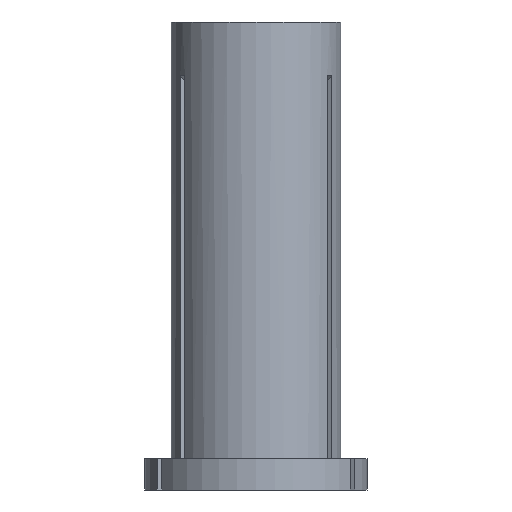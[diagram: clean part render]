
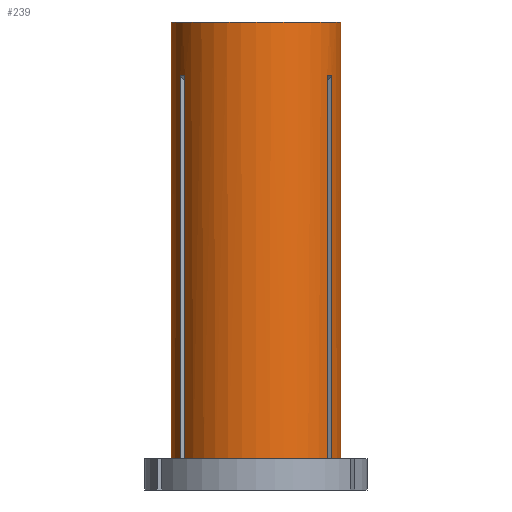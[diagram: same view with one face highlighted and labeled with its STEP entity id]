
A CAD part, front view. The second image highlights one B-rep face of the part: STEP entity #239.
In plain terms, the highlighted cylindrical face has radius 9.525 mm (diameter 19.05 mm), a partial arc.
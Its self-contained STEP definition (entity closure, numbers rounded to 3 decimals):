
#8 = EDGE_CURVE ( 'NONE', #1090, #702, #719, .T. ) ;
#9 = ORIENTED_EDGE ( 'NONE', *, *, #149, .T. ) ;
#21 = VECTOR ( 'NONE', #296, 1000. ) ;
#29 = VECTOR ( 'NONE', #469, 1000. ) ;
#34 = VERTEX_POINT ( 'NONE', #329 ) ;
#47 = LINE ( 'NONE', #558, #1012 ) ;
#76 = FACE_OUTER_BOUND ( 'NONE', #1133, .T. ) ;
#87 = CARTESIAN_POINT ( 'NONE',  ( -8.165, -4.909, -6. ) ) ;
#92 = CARTESIAN_POINT ( 'NONE',  ( -8.332, -4.619, -6. ) ) ;
#95 = ORIENTED_EDGE ( 'NONE', *, *, #666, .T. ) ;
#101 = CARTESIAN_POINT ( 'NONE',  ( 8.488, -4.323, 0. ) ) ;
#114 = VECTOR ( 'NONE', #138, 1000. ) ;
#124 = VERTEX_POINT ( 'NONE', #262 ) ;
#138 = DIRECTION ( 'NONE',  ( 0., 0., 1. ) ) ;
#149 = EDGE_CURVE ( 'NONE', #562, #1043, #858, .T. ) ;
#157 = CIRCLE ( 'NONE', #485, 9.525 ) ;
#158 = DIRECTION ( 'NONE',  ( 1., 0., 0. ) ) ;
#160 = DIRECTION ( 'NONE',  ( 0., 0., 1. ) ) ;
#167 = DIRECTION ( 'NONE',  ( 1., 0., 0. ) ) ;
#172 = EDGE_CURVE ( 'NONE', #124, #556, #688, .T. ) ;
#190 = CARTESIAN_POINT ( 'NONE',  ( 7.988, -5.189, 0. ) ) ;
#192 = CIRCLE ( 'NONE', #1219, 9.525 ) ;
#198 = CARTESIAN_POINT ( 'NONE',  ( -7.988, -5.189, -6.014 ) ) ;
#202 = CARTESIAN_POINT ( 'NONE',  ( 0., 0., 0. ) ) ;
#208 = DIRECTION ( 'NONE',  ( 0., 0., 1. ) ) ;
#226 = ORIENTED_EDGE ( 'NONE', *, *, #172, .F. ) ;
#235 = LINE ( 'NONE', #190, #29 ) ;
#239 = ADVANCED_FACE ( 'NONE', ( #76 ), #1071, .T. ) ;
#249 = CARTESIAN_POINT ( 'NONE',  ( 0., 0., -49. ) ) ;
#262 = CARTESIAN_POINT ( 'NONE',  ( 8.488, -4.323, -49. ) ) ;
#266 = CARTESIAN_POINT ( 'NONE',  ( 9.525, 0., 0. ) ) ;
#296 = DIRECTION ( 'NONE',  ( 0., 0., 1. ) ) ;
#300 = DIRECTION ( 'NONE',  ( 0., 0., 1. ) ) ;
#304 = ORIENTED_EDGE ( 'NONE', *, *, #325, .T. ) ;
#314 = EDGE_CURVE ( 'NONE', #330, #1086, #192, .T. ) ;
#325 = EDGE_CURVE ( 'NONE', #34, #1061, #157, .T. ) ;
#326 = CARTESIAN_POINT ( 'NONE',  ( 0., 0., 0. ) ) ;
#329 = CARTESIAN_POINT ( 'NONE',  ( -7.988, -5.189, -49. ) ) ;
#330 = VERTEX_POINT ( 'NONE', #836 ) ;
#345 = CARTESIAN_POINT ( 'NONE',  ( 0., 0., -49. ) ) ;
#376 = ORIENTED_EDGE ( 'NONE', *, *, #408, .T. ) ;
#408 = EDGE_CURVE ( 'NONE', #1061, #1145, #235, .T. ) ;
#422 = DIRECTION ( 'NONE',  ( 0., 0., 1. ) ) ;
#436 = CARTESIAN_POINT ( 'NONE',  ( -8.488, -4.323, -49. ) ) ;
#451 = CARTESIAN_POINT ( 'NONE',  ( 7.988, -5.189, -6.014 ) ) ;
#455 = ORIENTED_EDGE ( 'NONE', *, *, #946, .F. ) ;
#463 = CARTESIAN_POINT ( 'NONE',  ( -9.525, 0., 0. ) ) ;
#465 = VECTOR ( 'NONE', #300, 1000. ) ;
#469 = DIRECTION ( 'NONE',  ( 0., 0., 1. ) ) ;
#485 = AXIS2_PLACEMENT_3D ( 'NONE', #345, #629, #167 ) ;
#493 = CARTESIAN_POINT ( 'NONE',  ( 8.488, -4.323, -6.014 ) ) ;
#519 = VECTOR ( 'NONE', #658, 1000. ) ;
#522 = CARTESIAN_POINT ( 'NONE',  ( 8.412, -4.472, -6.005 ) ) ;
#534 = CARTESIAN_POINT ( 'NONE',  ( 8.488, -4.323, -6.014 ) ) ;
#555 = CARTESIAN_POINT ( 'NONE',  ( 0., 0., -49. ) ) ;
#556 = VERTEX_POINT ( 'NONE', #493 ) ;
#558 = CARTESIAN_POINT ( 'NONE',  ( -7.988, -5.189, 0. ) ) ;
#562 = VERTEX_POINT ( 'NONE', #669 ) ;
#621 = EDGE_CURVE ( 'NONE', #1145, #556, #949, .T. ) ;
#629 = DIRECTION ( 'NONE',  ( 0., 0., 1. ) ) ;
#649 = CARTESIAN_POINT ( 'NONE',  ( -9.525, 0., 0. ) ) ;
#658 = DIRECTION ( 'NONE',  ( 0., 0., 1. ) ) ;
#666 = EDGE_CURVE ( 'NONE', #124, #1090, #945, .T. ) ;
#669 = CARTESIAN_POINT ( 'NONE',  ( -8.488, -4.323, -6.014 ) ) ;
#681 = LINE ( 'NONE', #730, #114 ) ;
#684 = CIRCLE ( 'NONE', #1013, 9.525 ) ;
#688 = LINE ( 'NONE', #101, #21 ) ;
#702 = VERTEX_POINT ( 'NONE', #266 ) ;
#703 = DIRECTION ( 'NONE',  ( 1., 0., 0. ) ) ;
#712 = CARTESIAN_POINT ( 'NONE',  ( 7.988, -5.189, -6.014 ) ) ;
#719 = LINE ( 'NONE', #782, #465 ) ;
#730 = CARTESIAN_POINT ( 'NONE',  ( -8.488, -4.323, 0. ) ) ;
#733 = CARTESIAN_POINT ( 'NONE',  ( -7.988, -5.189, -6.014 ) ) ;
#744 = DIRECTION ( 'NONE',  ( 0., 0., 1. ) ) ;
#750 = VERTEX_POINT ( 'NONE', #649 ) ;
#757 = ORIENTED_EDGE ( 'NONE', *, *, #805, .F. ) ;
#758 = EDGE_CURVE ( 'NONE', #34, #1043, #47, .T. ) ;
#777 = LINE ( 'NONE', #463, #519 ) ;
#782 = CARTESIAN_POINT ( 'NONE',  ( 9.525, 0., 0. ) ) ;
#783 = ORIENTED_EDGE ( 'NONE', *, *, #8, .T. ) ;
#805 = EDGE_CURVE ( 'NONE', #330, #750, #777, .T. ) ;
#836 = CARTESIAN_POINT ( 'NONE',  ( -9.525, 0., -49. ) ) ;
#839 = DIRECTION ( 'NONE',  ( 0., 0., 1. ) ) ;
#858 = B_SPLINE_CURVE_WITH_KNOTS ( 'NONE', 3,
 ( #1228, #1055, #92, #87, #973, #198 ),
 .UNSPECIFIED., .F., .F.,
 ( 4, 2, 4 ),
 ( 0.066, 0.067, 0.067 ),
 .UNSPECIFIED. ) ;
#863 = ORIENTED_EDGE ( 'NONE', *, *, #314, .T. ) ;
#875 = DIRECTION ( 'NONE',  ( 1., 0., 0. ) ) ;
#876 = ORIENTED_EDGE ( 'NONE', *, *, #621, .T. ) ;
#916 = CARTESIAN_POINT ( 'NONE',  ( 7.988, -5.189, -49. ) ) ;
#945 = CIRCLE ( 'NONE', #1097, 9.525 ) ;
#946 = EDGE_CURVE ( 'NONE', #750, #702, #684, .T. ) ;
#949 = B_SPLINE_CURVE_WITH_KNOTS ( 'NONE', 3,
 ( #712, #1095, #1016, #522, #534 ),
 .UNSPECIFIED., .F., .F.,
 ( 4, 1, 4 ),
 ( 0.072, 0.072, 0.073 ),
 .UNSPECIFIED. ) ;
#973 = CARTESIAN_POINT ( 'NONE',  ( -8.078, -5.05, -6.005 ) ) ;
#1010 = ORIENTED_EDGE ( 'NONE', *, *, #758, .F. ) ;
#1012 = VECTOR ( 'NONE', #839, 1000. ) ;
#1013 = AXIS2_PLACEMENT_3D ( 'NONE', #202, #208, #875 ) ;
#1016 = CARTESIAN_POINT ( 'NONE',  ( 8.252, -4.765, -5.995 ) ) ;
#1022 = DIRECTION ( 'NONE',  ( 1., 0., 0. ) ) ;
#1043 = VERTEX_POINT ( 'NONE', #733 ) ;
#1052 = EDGE_CURVE ( 'NONE', #1086, #562, #681, .T. ) ;
#1055 = CARTESIAN_POINT ( 'NONE',  ( -8.412, -4.471, -6.005 ) ) ;
#1061 = VERTEX_POINT ( 'NONE', #916 ) ;
#1071 = CYLINDRICAL_SURFACE ( 'NONE', #1106, 9.525 ) ;
#1086 = VERTEX_POINT ( 'NONE', #436 ) ;
#1090 = VERTEX_POINT ( 'NONE', #1184 ) ;
#1095 = CARTESIAN_POINT ( 'NONE',  ( 8.078, -5.049, -6.005 ) ) ;
#1097 = AXIS2_PLACEMENT_3D ( 'NONE', #249, #160, #1022 ) ;
#1106 = AXIS2_PLACEMENT_3D ( 'NONE', #326, #422, #703 ) ;
#1133 = EDGE_LOOP ( 'NONE', ( #757, #863, #1174, #9, #1010, #304, #376, #876, #226, #95, #783, #455 ) ) ;
#1145 = VERTEX_POINT ( 'NONE', #451 ) ;
#1174 = ORIENTED_EDGE ( 'NONE', *, *, #1052, .T. ) ;
#1184 = CARTESIAN_POINT ( 'NONE',  ( 9.525, 0., -49. ) ) ;
#1219 = AXIS2_PLACEMENT_3D ( 'NONE', #555, #744, #158 ) ;
#1228 = CARTESIAN_POINT ( 'NONE',  ( -8.488, -4.323, -6.014 ) ) ;
